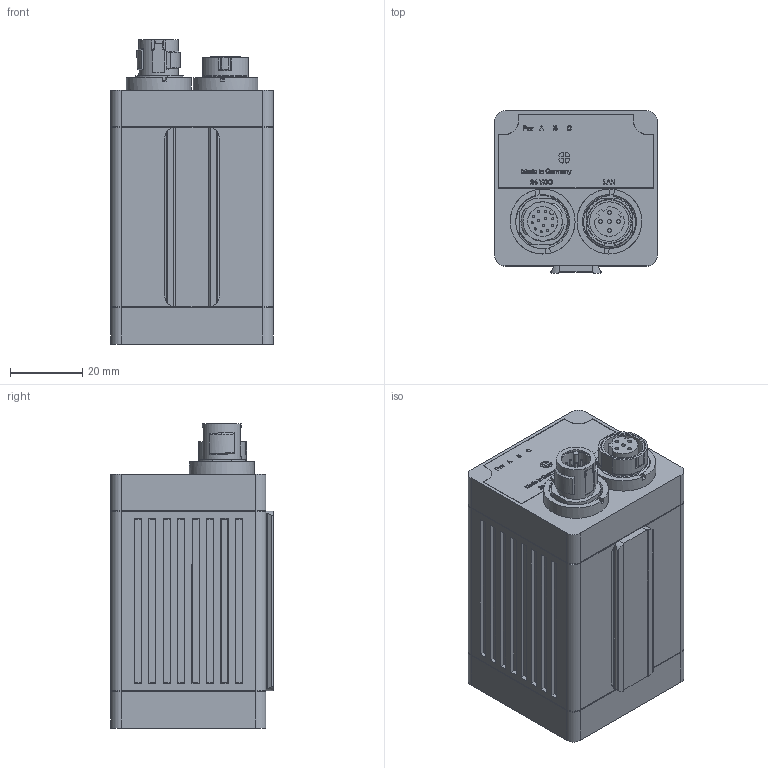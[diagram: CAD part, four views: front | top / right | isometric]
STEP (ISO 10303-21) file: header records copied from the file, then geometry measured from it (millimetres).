
FILE_DESCRIPTION(/* description */ (''),/* implementation_level */ '2;1');
FILE_NAME(/* name */ 'SBSA-_3D-CAD.stp',/* time_stamp */ '2021-10-07T13:38:35-04:00',/* author */ ('us0alz'),/* organization */ (''),/* preprocessor_version */ 'ST-DEVELOPER v17',/* originating_system */ 'Autodesk Inventor 2019',/* authorisation */ '');
FILE_SCHEMA (('AUTOMOTIVE_DESIGN { 1 0 10303 214 3 1 1 }'));
Length unit declared in the file: millimetre
Products named in the file (1): SBSA-_3D-CAD
Bounding box: 45 x 45 x 84.35 mm (x, y, z)
Volume: 137878.5 mm3; surface area: 21001.3 mm2
Topology: 1 solids, 1 shells, 446 faces, 1434 edges, 1084 vertices
Faces by surface type: plane 300, cylinder 108, bspline 24, cone 14
Full cylindrical faces by diameter (mm): 0.6 x12, 1.05 x4, 1.1 x1, 8.3 x1, 9.45 x1, 9.6 x1, 10.9 x1, 10.923 x1, 18 x2
Entity records: 19523 total; most frequent: CARTESIAN_POINT 6788, ORIENTED_EDGE 2868, DIRECTION 2317, EDGE_CURVE 1434, VERTEX_POINT 1084, LINE 873, VECTOR 873, AXIS2_PLACEMENT_3D 722
